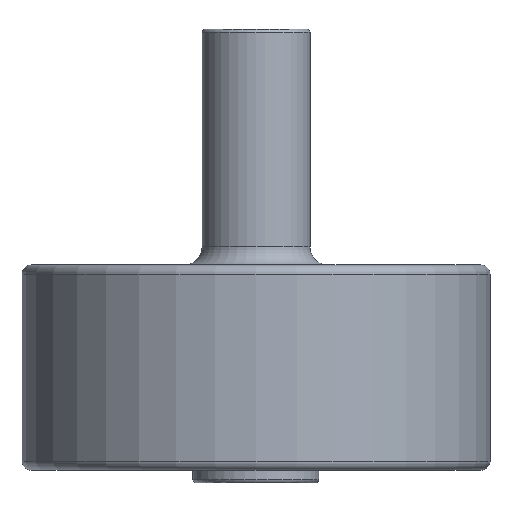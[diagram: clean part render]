
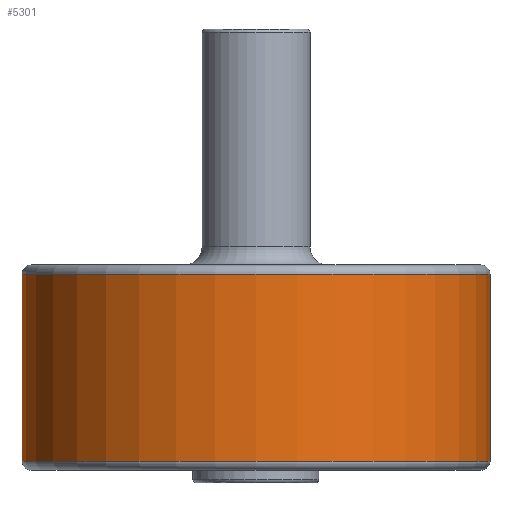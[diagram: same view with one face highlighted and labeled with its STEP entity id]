
A CAD part, front view. The second image highlights one B-rep face of the part: STEP entity #5301.
In plain terms, the highlighted cylindrical face has radius 13 mm (diameter 26 mm), a partial arc.
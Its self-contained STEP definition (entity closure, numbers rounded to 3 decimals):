
#358 = VECTOR ( 'NONE', #10042, 1000. ) ;
#573 = ORIENTED_EDGE ( 'NONE', *, *, #4010, .T. ) ;
#628 = CARTESIAN_POINT ( 'NONE',  ( 0., 0., -1. ) ) ;
#705 = CYLINDRICAL_SURFACE ( 'NONE', #8908, 13. ) ;
#1417 = DIRECTION ( 'NONE',  ( 1., 0., 0. ) ) ;
#1570 = CARTESIAN_POINT ( 'NONE',  ( 0., 0., 11.9 ) ) ;
#2155 = VERTEX_POINT ( 'NONE', #9639 ) ;
#2227 = VECTOR ( 'NONE', #5321, 1000. ) ;
#2246 = AXIS2_PLACEMENT_3D ( 'NONE', #3437, #8810, #4196 ) ;
#2367 = EDGE_CURVE ( 'NONE', #8426, #2155, #6313, .T. ) ;
#2444 = AXIS2_PLACEMENT_3D ( 'NONE', #628, #6038, #1417 ) ;
#3419 = EDGE_CURVE ( 'NONE', #8114, #7091, #6296, .T. ) ;
#3437 = CARTESIAN_POINT ( 'NONE',  ( 0., 0., -11.4 ) ) ;
#3694 = EDGE_CURVE ( 'NONE', #8114, #8426, #8226, .T. ) ;
#4010 = EDGE_CURVE ( 'NONE', #2155, #7091, #5562, .T. ) ;
#4196 = DIRECTION ( 'NONE',  ( 1., 0., 0. ) ) ;
#4543 = CARTESIAN_POINT ( 'NONE',  ( -13., 0., 11.9 ) ) ;
#4645 = CARTESIAN_POINT ( 'NONE',  ( 13., 0., 11.9 ) ) ;
#5301 = ADVANCED_FACE ( 'NONE', ( #7123 ), #705, .T. ) ;
#5321 = DIRECTION ( 'NONE',  ( 0., 0., -1. ) ) ;
#5530 = CARTESIAN_POINT ( 'NONE',  ( 13., 0., -1. ) ) ;
#5562 = CIRCLE ( 'NONE', #2246, 13. ) ;
#5642 = EDGE_LOOP ( 'NONE', ( #8307, #6939, #6856, #573 ) ) ;
#5983 = CARTESIAN_POINT ( 'NONE',  ( -13., 0., -1. ) ) ;
#6038 = DIRECTION ( 'NONE',  ( 0., 0., -1. ) ) ;
#6296 = LINE ( 'NONE', #4645, #358 ) ;
#6313 = LINE ( 'NONE', #4543, #2227 ) ;
#6856 = ORIENTED_EDGE ( 'NONE', *, *, #2367, .T. ) ;
#6939 = ORIENTED_EDGE ( 'NONE', *, *, #3694, .T. ) ;
#6956 = DIRECTION ( 'NONE',  ( 0., 0., -1. ) ) ;
#7091 = VERTEX_POINT ( 'NONE', #8867 ) ;
#7123 = FACE_OUTER_BOUND ( 'NONE', #5642, .T. ) ;
#7744 = DIRECTION ( 'NONE',  ( -1., 0., 0. ) ) ;
#8114 = VERTEX_POINT ( 'NONE', #5530 ) ;
#8226 = CIRCLE ( 'NONE', #2444, 13. ) ;
#8307 = ORIENTED_EDGE ( 'NONE', *, *, #3419, .F. ) ;
#8426 = VERTEX_POINT ( 'NONE', #5983 ) ;
#8810 = DIRECTION ( 'NONE',  ( 0., 0., 1. ) ) ;
#8867 = CARTESIAN_POINT ( 'NONE',  ( 13., 0., -11.4 ) ) ;
#8908 = AXIS2_PLACEMENT_3D ( 'NONE', #1570, #6956, #7744 ) ;
#9639 = CARTESIAN_POINT ( 'NONE',  ( -13., 0., -11.4 ) ) ;
#10042 = DIRECTION ( 'NONE',  ( 0., 0., -1. ) ) ;
